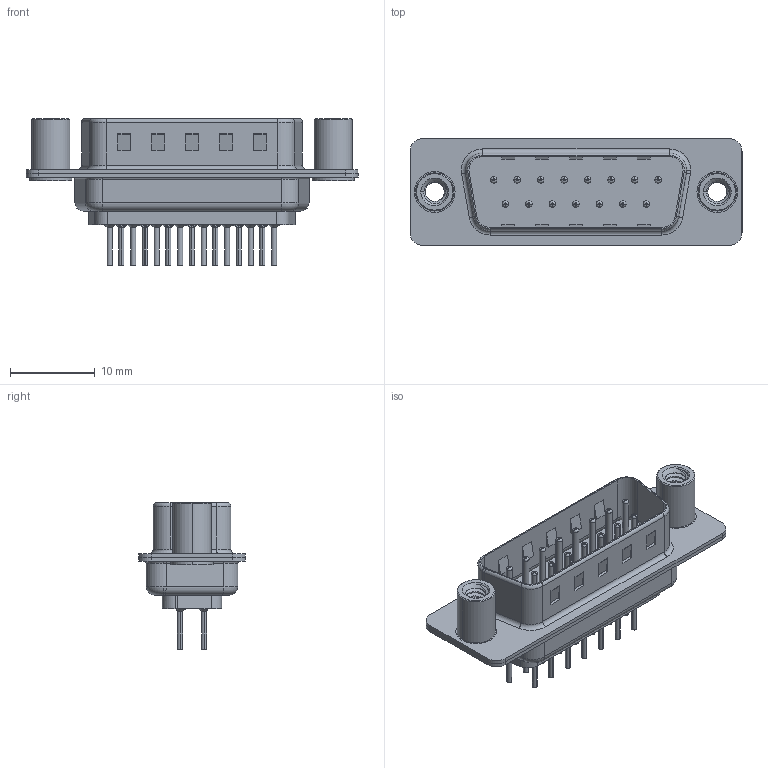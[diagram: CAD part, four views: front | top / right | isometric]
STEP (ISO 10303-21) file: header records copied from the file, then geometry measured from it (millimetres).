
FILE_DESCRIPTION (( 'STEP AP203' ), '1' );
FILE_NAME ('627-015-220-068.STEP', '2020-07-14T06:39:05', ( '' ), ( '' ), 'SwSTEP 2.0', 'SolidWorks 2020', '' );
FILE_SCHEMA (( 'CONFIG_CONTROL_DESIGN' ));
Length unit declared in the file: millimetre
Products named in the file (7): 627 Contact Row 1_20L; 627-015-220-068; 627 Housing_15 LP; 627 Shell Rear_15 Contacts; 627 Contact Row 2_20L; 627 Shell Front_15 Contacts; 627 4-40 Threaded Standoff
Assembly tree (20 placements, depth 2):
  627-015-220-068
    627 Housing_15 LP
    627 Shell Front_15 Contacts
    627 Shell Rear_15 Contacts
    627 Contact Row 1_20L  x8
    627 Contact Row 2_20L  x7
    627 4-40 Threaded Standoff  x2
Bounding box: 39.15 x 12.6 x 17.3 mm (x, y, z)
Volume: 1893.9 mm3; surface area: 5586.9 mm2
Topology: 20 solids, 20 shells, 1844 faces, 4804 edges, 2983 vertices
Faces by surface type: cylinder 716, plane 501, torus 455, cone 166, bspline 6
Entity records: 22067 total; most frequent: CARTESIAN_POINT 5554, DIRECTION 3426, ORIENTED_EDGE 3124, EDGE_CURVE 1562, AXIS2_PLACEMENT_3D 1355, VERTEX_POINT 990, EDGE_LOOP 728, VECTOR 716
